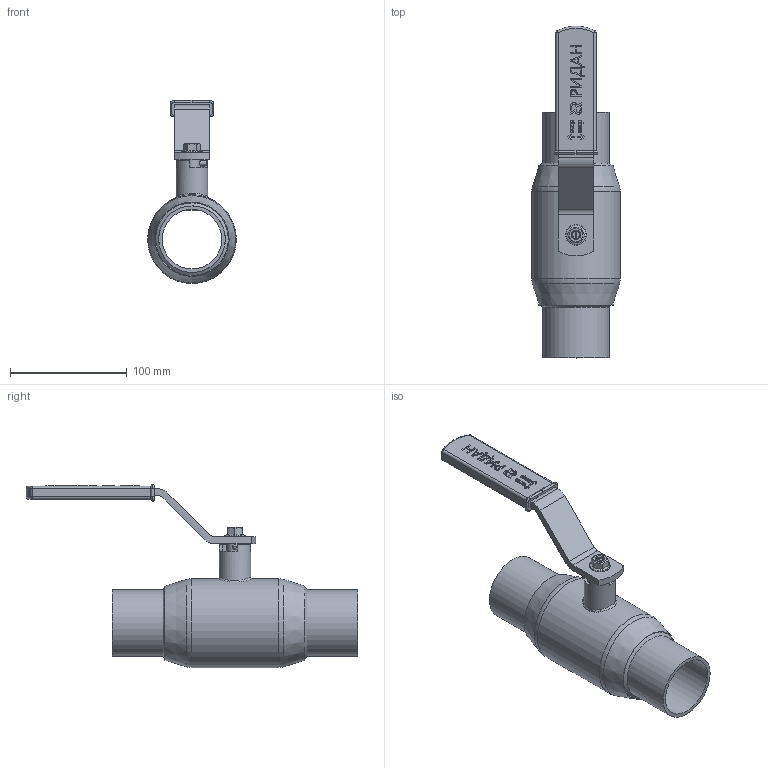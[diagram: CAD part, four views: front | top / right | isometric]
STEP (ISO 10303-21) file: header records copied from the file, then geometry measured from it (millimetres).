
FILE_DESCRIPTION(('TFLEX Exchange Step'),'2;1');
FILE_NAME('065N9605 - Кран шаровой Basic DN50.stp', '2023-08-30T11:47:49+03:00',('RUCO3277'),('Unknown organisation'),'TFLEX Exchange 2022.1','T-FLEX CAD','Unknown authorisation');
FILE_SCHEMA( ('AUTOMOTIVE_DESIGN { 1 0 10303 214 1 1 1 1 }') );
Length unit declared in the file: millimetre
Products named in the file (10): 54065422 - Штифт; <Другие гайки>Гайка ГОСТ Р ИСО 4161-2013; 24050428R - Грипса; 24050433 - Основание рукоятки; 24050530 - Рукоятка; 24050432 - Патрубок; 24065427 - Шток; 24065406 - Корпус штока; 24050409 - Корпус (гнутый); 065N9605 - Кран шаровой Basic DN50
Assembly tree (9 placements, depth 3):
  065N9605 - Кран шаровой Basic DN50
    54065422 - Штифт
    <Другие гайки>Гайка ГОСТ Р ИСО 4161-2013
    24050530 - Рукоятка
      24050428R - Грипса
      24050433 - Основание рукоятки
    24050432 - Патрубок
    24065427 - Шток
    24065406 - Корпус штока
    24050409 - Корпус (гнутый)
Bounding box: 76 x 284.3 x 156.9 mm (x, y, z)
Volume: 238722.1 mm3; surface area: 161020.1 mm2
Topology: 12 solids, 12 shells, 460 faces, 1162 edges, 750 vertices
Faces by surface type: plane 282, bspline 67, cylinder 54, torus 34, cone 15, sphere 4, extrusion 4
Full cylindrical faces by diameter (mm): 4.1 x1, 6.647 x1, 8 x1, 13.5 x2, 14 x1, 14.1 x1, 16 x4, 17 x1, 27 x1, 27.4 x1, 51 x2, 54 x2, 57 x2, 70 x1, 76 x1
Entity records: 15872 total; most frequent: CARTESIAN_POINT 4883, ORIENTED_EDGE 2298, DIRECTION 2044, EDGE_CURVE 1149, VECTOR 778, LINE 774, VERTEX_POINT 750, AXIS2_PLACEMENT_3D 633
